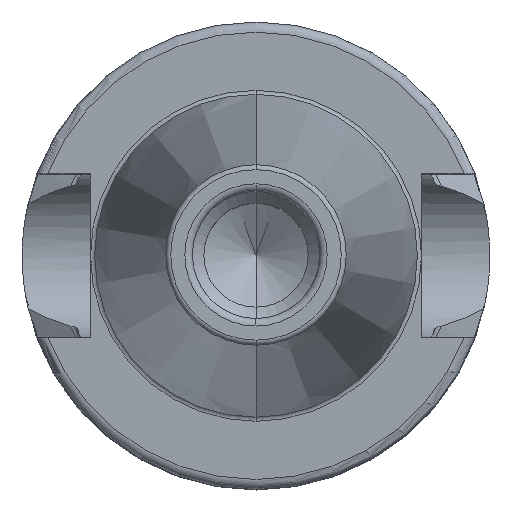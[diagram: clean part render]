
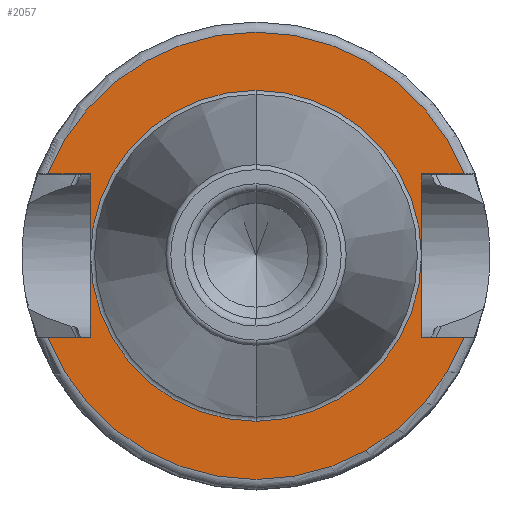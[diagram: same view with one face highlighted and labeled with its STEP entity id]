
A CAD part, top view. The second image highlights one B-rep face of the part: STEP entity #2057.
In plain terms, the highlighted planar face has unit normal (0, 0, 1).
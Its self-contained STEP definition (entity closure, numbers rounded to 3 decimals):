
#357=DIRECTION('',(1,0,0));
#358=VECTOR('',#357,4.174);
#359=CARTESIAN_POINT('',(-20.474,-8.05,20));
#360=LINE('',#359,#358);
#361=DIRECTION('',(0,1,0));
#362=VECTOR('',#361,16.1);
#363=CARTESIAN_POINT('',(-16.3,-8.05,20));
#364=LINE('',#363,#362);
#365=DIRECTION('',(1,0,0));
#366=VECTOR('',#365,4.174);
#367=CARTESIAN_POINT('',(-20.474,8.05,20));
#368=LINE('',#367,#366);
#369=DIRECTION('',(-1,0,0));
#370=VECTOR('',#369,4.174);
#371=CARTESIAN_POINT('',(20.474,8.05,20));
#372=LINE('',#371,#370);
#373=DIRECTION('',(0,-1,0));
#374=VECTOR('',#373,16.1);
#375=CARTESIAN_POINT('',(16.3,8.05,20));
#376=LINE('',#375,#374);
#377=DIRECTION('',(-1,0,0));
#378=VECTOR('',#377,4.174);
#379=CARTESIAN_POINT('',(20.474,-8.05,20));
#380=LINE('',#379,#378);
#391=CARTESIAN_POINT('',(0,0,20));
#392=DIRECTION('',(0,0,1));
#393=DIRECTION('',(0,1,0));
#394=AXIS2_PLACEMENT_3D('',#391,#392,#393);
#396=CARTESIAN_POINT('',(0,0,20));
#397=DIRECTION('',(0,0,-1));
#398=DIRECTION('',(0,1,0));
#399=AXIS2_PLACEMENT_3D('',#396,#397,#398);
#690=CARTESIAN_POINT('',(0,0,20));
#691=DIRECTION('',(0,0,1));
#692=DIRECTION('',(-0.931,-0.366,0));
#693=AXIS2_PLACEMENT_3D('',#690,#691,#692);
#707=CARTESIAN_POINT('',(0,0,20));
#708=DIRECTION('',(0,0,1));
#709=DIRECTION('',(0.931,0.366,0));
#710=AXIS2_PLACEMENT_3D('',#707,#708,#709);
#1467=CARTESIAN_POINT('',(-20.474,-8.05,20));
#1468=CARTESIAN_POINT('',(-16.3,-8.05,20));
#1469=VERTEX_POINT('',#1467);
#1470=VERTEX_POINT('',#1468);
#1471=CARTESIAN_POINT('',(-16.3,8.05,20));
#1472=VERTEX_POINT('',#1471);
#1473=CARTESIAN_POINT('',(-20.474,8.05,20));
#1474=VERTEX_POINT('',#1473);
#1475=CARTESIAN_POINT('',(16.3,8.05,20));
#1476=CARTESIAN_POINT('',(16.3,-8.05,20));
#1477=VERTEX_POINT('',#1475);
#1478=VERTEX_POINT('',#1476);
#1479=CARTESIAN_POINT('',(20.474,-8.05,20));
#1480=VERTEX_POINT('',#1479);
#1481=CARTESIAN_POINT('',(20.474,8.05,20));
#1482=VERTEX_POINT('',#1481);
#1525=CARTESIAN_POINT('',(0,16.275,20));
#1527=VERTEX_POINT('',#1525);
#1531=CARTESIAN_POINT('',(0,-16.275,20));
#1533=VERTEX_POINT('',#1531);
#2034=CARTESIAN_POINT('',(0,0,20));
#2035=DIRECTION('',(0,0,-1));
#2036=DIRECTION('',(0,-1,0));
#2037=AXIS2_PLACEMENT_3D('',#2034,#2035,#2036);
#2038=PLANE('',#2037);
#2039=ORIENTED_EDGE('',*,*,#2025,.T.);
#2040=ORIENTED_EDGE('',*,*,#1850,.T.);
#2041=ORIENTED_EDGE('',*,*,#1869,.F.);
#2043=ORIENTED_EDGE('',*,*,#2042,.F.);
#2044=ORIENTED_EDGE('',*,*,#1950,.T.);
#2045=ORIENTED_EDGE('',*,*,#1968,.T.);
#2046=ORIENTED_EDGE('',*,*,#1985,.F.);
#2048=ORIENTED_EDGE('',*,*,#2047,.F.);
#2049=EDGE_LOOP('',(#2039,#2040,#2041,#2043,#2044,#2045,#2046,#2048));
#2050=FACE_OUTER_BOUND('',#2049,.F.);
#2052=ORIENTED_EDGE('',*,*,#2051,.T.);
#2054=ORIENTED_EDGE('',*,*,#2053,.F.);
#2055=EDGE_LOOP('',(#2052,#2054));
#2056=FACE_BOUND('',#2055,.F.);
#2057=ADVANCED_FACE('',(#2050,#2056),#2038,.F.);
#395=CIRCLE('',#394,16.275);
#400=CIRCLE('',#399,16.275);
#694=CIRCLE('',#693,22);
#711=CIRCLE('',#710,22);
#1850=EDGE_CURVE('',#1470,#1472,#364,.T.);
#1869=EDGE_CURVE('',#1474,#1472,#368,.T.);
#1950=EDGE_CURVE('',#1482,#1477,#372,.T.);
#1968=EDGE_CURVE('',#1477,#1478,#376,.T.);
#1985=EDGE_CURVE('',#1480,#1478,#380,.T.);
#2025=EDGE_CURVE('',#1469,#1470,#360,.T.);
#2042=EDGE_CURVE('',#1482,#1474,#711,.T.);
#2047=EDGE_CURVE('',#1469,#1480,#694,.T.);
#2051=EDGE_CURVE('',#1527,#1533,#395,.T.);
#2053=EDGE_CURVE('',#1527,#1533,#400,.T.);
